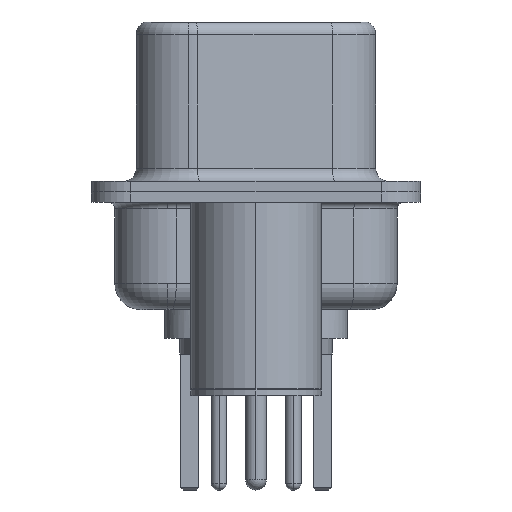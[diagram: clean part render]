
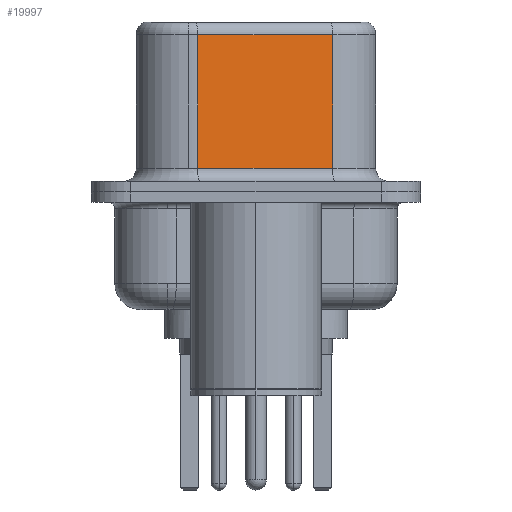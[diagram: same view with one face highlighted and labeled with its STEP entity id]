
A CAD part, left-side view. The second image highlights one B-rep face of the part: STEP entity #19997.
In plain terms, the highlighted planar face has unit normal (-0.985, -0.174, 0).
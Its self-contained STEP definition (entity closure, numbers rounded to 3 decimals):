
#31 = LINE ( 'NONE', #5623, #4378 ) ;
#2406 = EDGE_CURVE ( 'NONE', #14330, #5981, #31, .T. ) ;
#2581 = CARTESIAN_POINT ( 'NONE',  ( 3.67, 2.233, 6.52 ) ) ;
#3198 = DIRECTION ( 'NONE',  ( -0.174, 0.985, 0. ) ) ;
#3602 = CARTESIAN_POINT ( 'NONE',  ( 3.67, 2.233, 0.9 ) ) ;
#4378 = VECTOR ( 'NONE', #11726, 1000. ) ;
#5623 = CARTESIAN_POINT ( 'NONE',  ( 4.58, -2.927, 6.52 ) ) ;
#5634 = VECTOR ( 'NONE', #3198, 1000. ) ;
#5787 = VECTOR ( 'NONE', #17409, 1000. ) ;
#5981 = VERTEX_POINT ( 'NONE', #12279 ) ;
#6026 = FACE_OUTER_BOUND ( 'NONE', #14967, .T. ) ;
#6131 = AXIS2_PLACEMENT_3D ( 'NONE', #9648, #20863, #11201 ) ;
#9156 = VERTEX_POINT ( 'NONE', #9447 ) ;
#9447 = CARTESIAN_POINT ( 'NONE',  ( 3.67, 2.233, 6.02 ) ) ;
#9648 = CARTESIAN_POINT ( 'NONE',  ( 4.58, -2.927, 6.52 ) ) ;
#9913 = LINE ( 'NONE', #12760, #5634 ) ;
#11201 = DIRECTION ( 'NONE',  ( -0.174, 0.985, 0. ) ) ;
#11335 = VECTOR ( 'NONE', #12193, 1000. ) ;
#11359 = ORIENTED_EDGE ( 'NONE', *, *, #17303, .T. ) ;
#11726 = DIRECTION ( 'NONE',  ( 0., 0., -1. ) ) ;
#11897 = CARTESIAN_POINT ( 'NONE',  ( 4.58, -2.927, 6.02 ) ) ;
#11948 = EDGE_CURVE ( 'NONE', #17055, #5981, #18063, .T. ) ;
#12193 = DIRECTION ( 'NONE',  ( 0., 0., -1. ) ) ;
#12279 = CARTESIAN_POINT ( 'NONE',  ( 4.58, -2.927, 0.9 ) ) ;
#12594 = CARTESIAN_POINT ( 'NONE',  ( 4.58, -2.927, 0.9 ) ) ;
#12760 = CARTESIAN_POINT ( 'NONE',  ( 4.58, -2.927, 6.02 ) ) ;
#14330 = VERTEX_POINT ( 'NONE', #11897 ) ;
#14940 = ORIENTED_EDGE ( 'NONE', *, *, #11948, .T. ) ;
#14967 = EDGE_LOOP ( 'NONE', ( #18956, #20036, #11359, #14940 ) ) ;
#15160 = EDGE_CURVE ( 'NONE', #14330, #9156, #9913, .T. ) ;
#15581 = LINE ( 'NONE', #2581, #11335 ) ;
#17055 = VERTEX_POINT ( 'NONE', #3602 ) ;
#17303 = EDGE_CURVE ( 'NONE', #9156, #17055, #15581, .T. ) ;
#17409 = DIRECTION ( 'NONE',  ( 0.174, -0.985, 0. ) ) ;
#18063 = LINE ( 'NONE', #12594, #5787 ) ;
#18956 = ORIENTED_EDGE ( 'NONE', *, *, #2406, .F. ) ;
#19997 = ADVANCED_FACE ( 'NONE', ( #6026 ), #20787, .F. ) ;
#20036 = ORIENTED_EDGE ( 'NONE', *, *, #15160, .T. ) ;
#20787 = PLANE ( 'NONE',  #6131 ) ;
#20863 = DIRECTION ( 'NONE',  ( 0.985, 0.174, 0. ) ) ;
